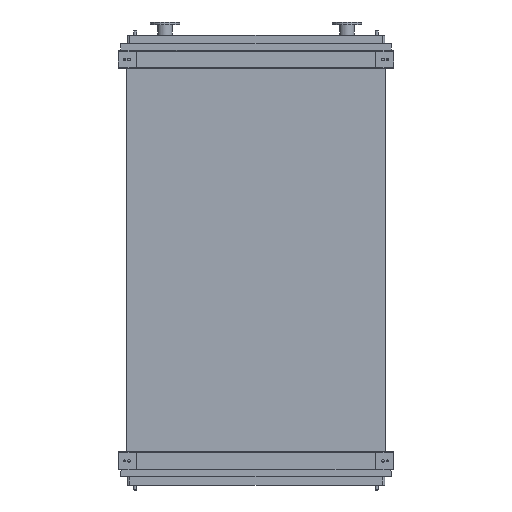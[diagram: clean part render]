
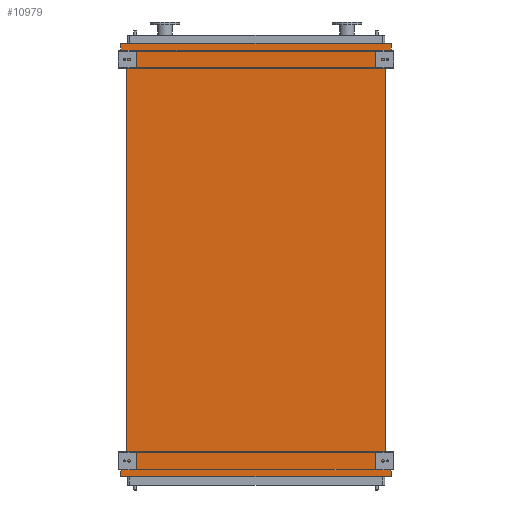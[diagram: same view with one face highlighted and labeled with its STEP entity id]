
A CAD part, front view. The second image highlights one B-rep face of the part: STEP entity #10979.
In plain terms, the highlighted planar face has unit normal (0, -1, 0).
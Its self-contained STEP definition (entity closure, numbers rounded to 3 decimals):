
#326 = CARTESIAN_POINT ( 'NONE',  ( 965., 0., -3050. ) ) ;
#335 = VERTEX_POINT ( 'NONE', #19132 ) ;
#1057 = EDGE_CURVE ( 'NONE', #1671, #5530, #16510, .T. ) ;
#1671 = VERTEX_POINT ( 'NONE', #17806 ) ;
#1781 = DIRECTION ( 'NONE',  ( 0., 0., -1. ) ) ;
#1871 = DIRECTION ( 'NONE',  ( 1., 0., 0. ) ) ;
#1890 = AXIS2_PLACEMENT_3D ( 'NONE', #13945, #2178, #15824 ) ;
#2106 = VECTOR ( 'NONE', #17932, 1000. ) ;
#2178 = DIRECTION ( 'NONE',  ( 0., -1., 0. ) ) ;
#2209 = VERTEX_POINT ( 'NONE', #2540 ) ;
#2499 = VERTEX_POINT ( 'NONE', #16740 ) ;
#2520 = DIRECTION ( 'NONE',  ( -0.655, 0., -0.755 ) ) ;
#2540 = CARTESIAN_POINT ( 'NONE',  ( 1011., 0., 95. ) ) ;
#2605 = LINE ( 'NONE', #326, #13095 ) ;
#2800 = EDGE_CURVE ( 'NONE', #2209, #10263, #22848, .T. ) ;
#3090 = CARTESIAN_POINT ( 'NONE',  ( 1011., 0., -3103. ) ) ;
#3151 = CARTESIAN_POINT ( 'NONE',  ( 1011., 0., -3145. ) ) ;
#3281 = EDGE_CURVE ( 'NONE', #22475, #7346, #15284, .T. ) ;
#3505 = LINE ( 'NONE', #16162, #24486 ) ;
#4014 = DIRECTION ( 'NONE',  ( 0.655, 0., -0.755 ) ) ;
#4227 = VECTOR ( 'NONE', #14935, 1000. ) ;
#4336 = VECTOR ( 'NONE', #1871, 1000. ) ;
#4374 = CARTESIAN_POINT ( 'NONE',  ( -1011., 0., -3145. ) ) ;
#5043 = CARTESIAN_POINT ( 'NONE',  ( 965., 0., -3050. ) ) ;
#5080 = DIRECTION ( 'NONE',  ( 0., 0., -1. ) ) ;
#5519 = VECTOR ( 'NONE', #15783, 1000. ) ;
#5530 = VERTEX_POINT ( 'NONE', #20253 ) ;
#6018 = VERTEX_POINT ( 'NONE', #8602 ) ;
#6802 = ORIENTED_EDGE ( 'NONE', *, *, #14354, .F. ) ;
#7258 = EDGE_CURVE ( 'NONE', #7346, #22645, #17553, .T. ) ;
#7346 = VERTEX_POINT ( 'NONE', #18259 ) ;
#7603 = ORIENTED_EDGE ( 'NONE', *, *, #9399, .F. ) ;
#7627 = ORIENTED_EDGE ( 'NONE', *, *, #7258, .F. ) ;
#7777 = CARTESIAN_POINT ( 'NONE',  ( 1011., 0., -3145. ) ) ;
#7905 = VECTOR ( 'NONE', #5080, 1000. ) ;
#8042 = CARTESIAN_POINT ( 'NONE',  ( -1011., 0., -3103. ) ) ;
#8204 = ORIENTED_EDGE ( 'NONE', *, *, #17808, .F. ) ;
#8401 = CARTESIAN_POINT ( 'NONE',  ( 1011., 0., -3103. ) ) ;
#8554 = CARTESIAN_POINT ( 'NONE',  ( -965., 0., -3050. ) ) ;
#8602 = CARTESIAN_POINT ( 'NONE',  ( -1011., 0., 53. ) ) ;
#9142 = ORIENTED_EDGE ( 'NONE', *, *, #20073, .F. ) ;
#9381 = LINE ( 'NONE', #8042, #23315 ) ;
#9399 = EDGE_CURVE ( 'NONE', #10263, #5530, #3505, .T. ) ;
#10233 = DIRECTION ( 'NONE',  ( 0., 0., 1. ) ) ;
#10263 = VERTEX_POINT ( 'NONE', #24250 ) ;
#10674 = ORIENTED_EDGE ( 'NONE', *, *, #23830, .F. ) ;
#10979 = ADVANCED_FACE ( 'NONE', ( #17709 ), #21331, .T. ) ;
#11656 = CARTESIAN_POINT ( 'NONE',  ( -1011., 0., 95. ) ) ;
#11980 = ORIENTED_EDGE ( 'NONE', *, *, #23063, .F. ) ;
#12926 = VECTOR ( 'NONE', #1781, 1000. ) ;
#13095 = VECTOR ( 'NONE', #4014, 1000. ) ;
#13558 = CARTESIAN_POINT ( 'NONE',  ( 1011., 0., 95. ) ) ;
#13945 = CARTESIAN_POINT ( 'NONE',  ( -965., 0., -3050. ) ) ;
#14114 = ORIENTED_EDGE ( 'NONE', *, *, #3281, .F. ) ;
#14129 = CARTESIAN_POINT ( 'NONE',  ( -1011., 0., 53. ) ) ;
#14354 = EDGE_CURVE ( 'NONE', #1671, #21842, #2605, .T. ) ;
#14475 = VECTOR ( 'NONE', #18215, 1000. ) ;
#14935 = DIRECTION ( 'NONE',  ( -1., 0., 0. ) ) ;
#15127 = EDGE_CURVE ( 'NONE', #22645, #335, #9381, .T. ) ;
#15284 = LINE ( 'NONE', #3151, #4227 ) ;
#15653 = CARTESIAN_POINT ( 'NONE',  ( -1011., 0., 95. ) ) ;
#15783 = DIRECTION ( 'NONE',  ( -0.655, 0., 0.755 ) ) ;
#15824 = DIRECTION ( 'NONE',  ( 0., 0., -1. ) ) ;
#16162 = CARTESIAN_POINT ( 'NONE',  ( 1011., 0., 53. ) ) ;
#16369 = VERTEX_POINT ( 'NONE', #15653 ) ;
#16510 = LINE ( 'NONE', #5043, #20854 ) ;
#16706 = DIRECTION ( 'NONE',  ( 0., 0., 1. ) ) ;
#16717 = ORIENTED_EDGE ( 'NONE', *, *, #15127, .F. ) ;
#16740 = CARTESIAN_POINT ( 'NONE',  ( -965., 0., 0. ) ) ;
#17526 = VECTOR ( 'NONE', #10233, 1000. ) ;
#17546 = CARTESIAN_POINT ( 'NONE',  ( -965., 0., 0. ) ) ;
#17553 = LINE ( 'NONE', #4374, #2106 ) ;
#17709 = FACE_OUTER_BOUND ( 'NONE', #23188, .T. ) ;
#17806 = CARTESIAN_POINT ( 'NONE',  ( 965., 0., -3050. ) ) ;
#17808 = EDGE_CURVE ( 'NONE', #16369, #2209, #19166, .T. ) ;
#17932 = DIRECTION ( 'NONE',  ( 0., 0., 1. ) ) ;
#18215 = DIRECTION ( 'NONE',  ( 0., 0., 1. ) ) ;
#18259 = CARTESIAN_POINT ( 'NONE',  ( -1011., 0., -3145. ) ) ;
#19132 = CARTESIAN_POINT ( 'NONE',  ( -965., 0., -3050. ) ) ;
#19166 = LINE ( 'NONE', #11656, #4336 ) ;
#19791 = EDGE_CURVE ( 'NONE', #335, #2499, #23746, .T. ) ;
#20073 = EDGE_CURVE ( 'NONE', #2499, #6018, #20241, .T. ) ;
#20241 = LINE ( 'NONE', #17546, #5519 ) ;
#20253 = CARTESIAN_POINT ( 'NONE',  ( 965., 0., 0. ) ) ;
#20452 = ORIENTED_EDGE ( 'NONE', *, *, #1057, .T. ) ;
#20854 = VECTOR ( 'NONE', #16706, 1000. ) ;
#21062 = ORIENTED_EDGE ( 'NONE', *, *, #19791, .F. ) ;
#21331 = PLANE ( 'NONE',  #1890 ) ;
#21390 = DIRECTION ( 'NONE',  ( 0.655, 0., 0.755 ) ) ;
#21842 = VERTEX_POINT ( 'NONE', #8401 ) ;
#21906 = LINE ( 'NONE', #3090, #7905 ) ;
#22457 = LINE ( 'NONE', #14129, #17526 ) ;
#22475 = VERTEX_POINT ( 'NONE', #7777 ) ;
#22645 = VERTEX_POINT ( 'NONE', #23320 ) ;
#22784 = ORIENTED_EDGE ( 'NONE', *, *, #2800, .F. ) ;
#22848 = LINE ( 'NONE', #13558, #12926 ) ;
#23063 = EDGE_CURVE ( 'NONE', #21842, #22475, #21906, .T. ) ;
#23188 = EDGE_LOOP ( 'NONE', ( #20452, #7603, #22784, #8204, #10674, #9142, #21062, #16717, #7627, #14114, #11980, #6802 ) ) ;
#23315 = VECTOR ( 'NONE', #21390, 1000. ) ;
#23320 = CARTESIAN_POINT ( 'NONE',  ( -1011., 0., -3103. ) ) ;
#23746 = LINE ( 'NONE', #8554, #14475 ) ;
#23830 = EDGE_CURVE ( 'NONE', #6018, #16369, #22457, .T. ) ;
#24250 = CARTESIAN_POINT ( 'NONE',  ( 1011., 0., 53. ) ) ;
#24486 = VECTOR ( 'NONE', #2520, 1000. ) ;
